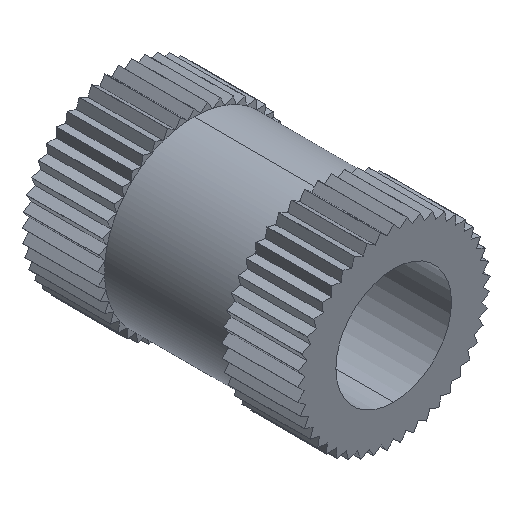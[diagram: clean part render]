
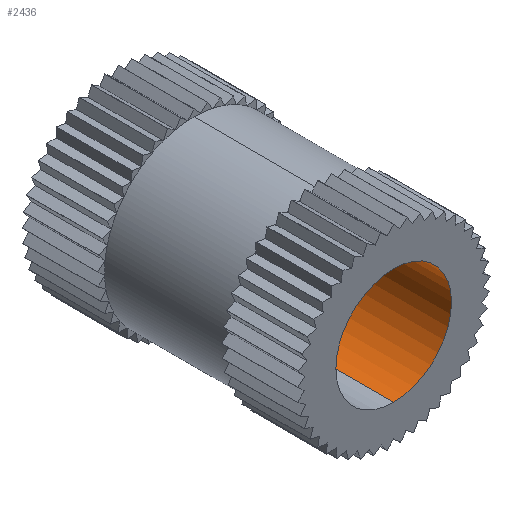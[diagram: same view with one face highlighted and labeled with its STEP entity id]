
A CAD part, isometric view. The second image highlights one B-rep face of the part: STEP entity #2436.
In plain terms, the highlighted cylindrical face has radius 2.1 mm (diameter 4.2 mm), a partial arc.
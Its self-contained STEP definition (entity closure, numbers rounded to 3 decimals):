
#211 = CARTESIAN_POINT ( 'NONE',  ( 0., 0., -2.1 ) ) ;
#251 = EDGE_LOOP ( 'NONE', ( #5918, #7606, #8959, #7343 ) ) ;
#847 = CARTESIAN_POINT ( 'NONE',  ( 0., 10., -2.1 ) ) ;
#994 = CIRCLE ( 'NONE', #5003, 2.1 ) ;
#1287 = LINE ( 'NONE', #4614, #8132 ) ;
#1337 = CIRCLE ( 'NONE', #9503, 2.1 ) ;
#1707 = CARTESIAN_POINT ( 'NONE',  ( 0., 10., 0. ) ) ;
#1882 = LINE ( 'NONE', #6674, #8970 ) ;
#2250 = VERTEX_POINT ( 'NONE', #3734 ) ;
#2431 = FACE_OUTER_BOUND ( 'NONE', #251, .T. ) ;
#2436 = ADVANCED_FACE ( 'NONE', ( #2431 ), #9271, .F. ) ;
#2524 = VERTEX_POINT ( 'NONE', #847 ) ;
#2613 = DIRECTION ( 'NONE',  ( 0., 0., 1. ) ) ;
#3085 = EDGE_CURVE ( 'NONE', #6544, #2524, #1337, .T. ) ;
#3655 = EDGE_CURVE ( 'NONE', #2250, #9501, #994, .T. ) ;
#3734 = CARTESIAN_POINT ( 'NONE',  ( 0., 0., 2.1 ) ) ;
#3798 = CARTESIAN_POINT ( 'NONE',  ( 0., 10., 2.1 ) ) ;
#4095 = EDGE_CURVE ( 'NONE', #2250, #6544, #1287, .T. ) ;
#4220 = DIRECTION ( 'NONE',  ( 0., 0., 1. ) ) ;
#4403 = DIRECTION ( 'NONE',  ( 0., 1., 0. ) ) ;
#4517 = DIRECTION ( 'NONE',  ( 0., 1., 0. ) ) ;
#4576 = DIRECTION ( 'NONE',  ( 0., 0., 1. ) ) ;
#4614 = CARTESIAN_POINT ( 'NONE',  ( 0., 10., 2.1 ) ) ;
#5003 = AXIS2_PLACEMENT_3D ( 'NONE', #8481, #4403, #2613 ) ;
#5097 = DIRECTION ( 'NONE',  ( 0., 1., 0. ) ) ;
#5918 = ORIENTED_EDGE ( 'NONE', *, *, #7765, .F. ) ;
#6544 = VERTEX_POINT ( 'NONE', #3798 ) ;
#6674 = CARTESIAN_POINT ( 'NONE',  ( 0., 10., -2.1 ) ) ;
#7343 = ORIENTED_EDGE ( 'NONE', *, *, #3085, .T. ) ;
#7606 = ORIENTED_EDGE ( 'NONE', *, *, #3655, .F. ) ;
#7765 = EDGE_CURVE ( 'NONE', #9501, #2524, #1882, .T. ) ;
#7929 = DIRECTION ( 'NONE',  ( 0., 1., 0. ) ) ;
#7997 = CARTESIAN_POINT ( 'NONE',  ( 0., 10., 0. ) ) ;
#8132 = VECTOR ( 'NONE', #7929, 1000. ) ;
#8360 = DIRECTION ( 'NONE',  ( 0., 1., 0. ) ) ;
#8410 = AXIS2_PLACEMENT_3D ( 'NONE', #1707, #8360, #4220 ) ;
#8481 = CARTESIAN_POINT ( 'NONE',  ( 0., 0., 0. ) ) ;
#8959 = ORIENTED_EDGE ( 'NONE', *, *, #4095, .T. ) ;
#8970 = VECTOR ( 'NONE', #5097, 1000. ) ;
#9271 = CYLINDRICAL_SURFACE ( 'NONE', #8410, 2.1 ) ;
#9501 = VERTEX_POINT ( 'NONE', #211 ) ;
#9503 = AXIS2_PLACEMENT_3D ( 'NONE', #7997, #4517, #4576 ) ;
